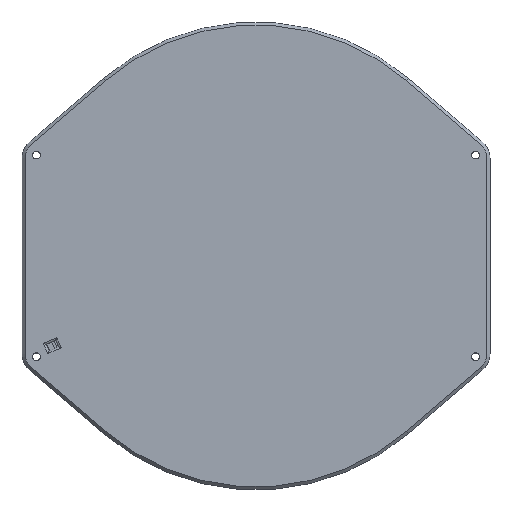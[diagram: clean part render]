
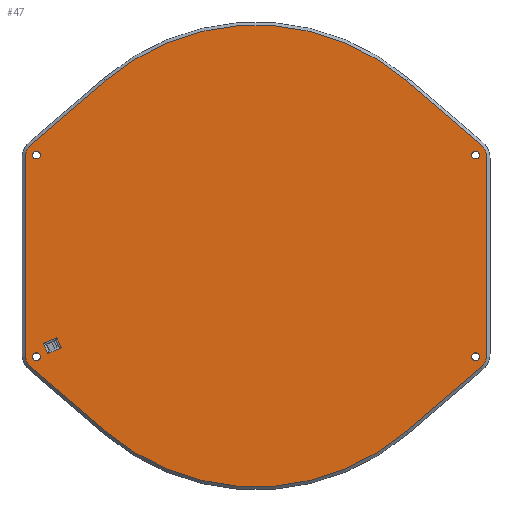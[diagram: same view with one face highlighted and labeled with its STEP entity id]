
A CAD part, top view. The second image highlights one B-rep face of the part: STEP entity #47.
In plain terms, the highlighted planar face has unit normal (0, 0, 1).
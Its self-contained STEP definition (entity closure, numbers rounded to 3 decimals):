
#47 = ADVANCED_FACE('',(#48,#84,#188,#199,#210,#221),#232,.T.);
#48 = FACE_BOUND('',#49,.T.);
#49 = EDGE_LOOP('',(#50,#60,#69,#77));
#50 = ORIENTED_EDGE('',*,*,#51,.F.);
#51 = EDGE_CURVE('',#52,#54,#56,.T.);
#52 = VERTEX_POINT('',#53);
#53 = CARTESIAN_POINT('',(-81.594,-33.492,14.65));
#54 = VERTEX_POINT('',#55);
#55 = CARTESIAN_POINT('',(-87.031,-35.782,14.65));
#56 = LINE('',#57,#58);
#57 = CARTESIAN_POINT('',(-82.334,-33.804,14.65));
#58 = VECTOR('',#59,1.);
#59 = DIRECTION('',(-0.922,-0.388,0.));
#60 = ORIENTED_EDGE('',*,*,#61,.F.);
#61 = EDGE_CURVE('',#62,#52,#64,.T.);
#62 = VERTEX_POINT('',#63);
#63 = CARTESIAN_POINT('',(-79.806,-37.552,14.65));
#64 = CIRCLE('',#65,88.2);
#65 = AXIS2_PLACEMENT_3D('',#66,#67,#68);
#66 = CARTESIAN_POINT('',(0.,0.,14.65));
#67 = DIRECTION('',(-0.,0.,-1.));
#68 = DIRECTION('',(-0.909,-0.418,0.));
#69 = ORIENTED_EDGE('',*,*,#70,.F.);
#70 = EDGE_CURVE('',#71,#62,#73,.T.);
#71 = VERTEX_POINT('',#72);
#72 = CARTESIAN_POINT('',(-85.168,-40.016,14.65));
#73 = LINE('',#74,#75);
#74 = CARTESIAN_POINT('',(-84.444,-39.683,14.65));
#75 = VECTOR('',#76,1.);
#76 = DIRECTION('',(0.909,0.418,0.));
#77 = ORIENTED_EDGE('',*,*,#78,.T.);
#78 = EDGE_CURVE('',#71,#54,#79,.T.);
#79 = CIRCLE('',#80,94.1);
#80 = AXIS2_PLACEMENT_3D('',#81,#82,#83);
#81 = CARTESIAN_POINT('',(0.,0.,14.65));
#82 = DIRECTION('',(-0.,0.,-1.));
#83 = DIRECTION('',(-0.909,-0.418,0.));
#84 = FACE_BOUND('',#85,.T.);
#85 = EDGE_LOOP('',(#86,#96,#105,#113,#122,#130,#139,#147,#156,#164,#173
    ,#181));
#86 = ORIENTED_EDGE('',*,*,#87,.T.);
#87 = EDGE_CURVE('',#88,#90,#92,.T.);
#88 = VERTEX_POINT('',#89);
#89 = CARTESIAN_POINT('',(-94.55,40.,14.65));
#90 = VERTEX_POINT('',#91);
#91 = CARTESIAN_POINT('',(-94.55,-40.,14.65));
#92 = LINE('',#93,#94);
#93 = CARTESIAN_POINT('',(-94.55,40.,14.65));
#94 = VECTOR('',#95,1.);
#95 = DIRECTION('',(0.,-1.,0.));
#96 = ORIENTED_EDGE('',*,*,#97,.T.);
#97 = EDGE_CURVE('',#90,#98,#100,.T.);
#98 = VERTEX_POINT('',#99);
#99 = CARTESIAN_POINT('',(-91.935,-45.691,14.65));
#100 = CIRCLE('',#101,7.5);
#101 = AXIS2_PLACEMENT_3D('',#102,#103,#104);
#102 = CARTESIAN_POINT('',(-87.05,-40.,14.65));
#103 = DIRECTION('',(0.,0.,1.));
#104 = DIRECTION('',(-1.,0.,0.));
#105 = ORIENTED_EDGE('',*,*,#106,.T.);
#106 = EDGE_CURVE('',#98,#107,#109,.T.);
#107 = VERTEX_POINT('',#108);
#108 = CARTESIAN_POINT('',(-61.583,-71.744,14.65));
#109 = LINE('',#110,#111);
#110 = CARTESIAN_POINT('',(-91.935,-45.691,14.65));
#111 = VECTOR('',#112,1.);
#112 = DIRECTION('',(0.759,-0.651,0.));
#113 = ORIENTED_EDGE('',*,*,#114,.T.);
#114 = EDGE_CURVE('',#107,#115,#117,.T.);
#115 = VERTEX_POINT('',#116);
#116 = CARTESIAN_POINT('',(61.583,-71.744,14.65));
#117 = CIRCLE('',#118,94.55);
#118 = AXIS2_PLACEMENT_3D('',#119,#120,#121);
#119 = CARTESIAN_POINT('',(0.,0.,14.65));
#120 = DIRECTION('',(0.,0.,1.));
#121 = DIRECTION('',(-0.651,-0.759,0.));
#122 = ORIENTED_EDGE('',*,*,#123,.T.);
#123 = EDGE_CURVE('',#115,#124,#126,.T.);
#124 = VERTEX_POINT('',#125);
#125 = CARTESIAN_POINT('',(91.935,-45.691,14.65));
#126 = LINE('',#127,#128);
#127 = CARTESIAN_POINT('',(61.583,-71.744,14.65));
#128 = VECTOR('',#129,1.);
#129 = DIRECTION('',(0.759,0.651,0.));
#130 = ORIENTED_EDGE('',*,*,#131,.T.);
#131 = EDGE_CURVE('',#124,#132,#134,.T.);
#132 = VERTEX_POINT('',#133);
#133 = CARTESIAN_POINT('',(94.55,-40.,14.65));
#134 = CIRCLE('',#135,7.5);
#135 = AXIS2_PLACEMENT_3D('',#136,#137,#138);
#136 = CARTESIAN_POINT('',(87.05,-40.,14.65));
#137 = DIRECTION('',(-0.,0.,1.));
#138 = DIRECTION('',(0.651,-0.759,0.));
#139 = ORIENTED_EDGE('',*,*,#140,.T.);
#140 = EDGE_CURVE('',#132,#141,#143,.T.);
#141 = VERTEX_POINT('',#142);
#142 = CARTESIAN_POINT('',(94.55,40.,14.65));
#143 = LINE('',#144,#145);
#144 = CARTESIAN_POINT('',(94.55,-40.,14.65));
#145 = VECTOR('',#146,1.);
#146 = DIRECTION('',(0.,1.,0.));
#147 = ORIENTED_EDGE('',*,*,#148,.T.);
#148 = EDGE_CURVE('',#141,#149,#151,.T.);
#149 = VERTEX_POINT('',#150);
#150 = CARTESIAN_POINT('',(91.935,45.691,14.65));
#151 = CIRCLE('',#152,7.5);
#152 = AXIS2_PLACEMENT_3D('',#153,#154,#155);
#153 = CARTESIAN_POINT('',(87.05,40.,14.65));
#154 = DIRECTION('',(-0.,0.,1.));
#155 = DIRECTION('',(1.,0.,0.));
#156 = ORIENTED_EDGE('',*,*,#157,.T.);
#157 = EDGE_CURVE('',#149,#158,#160,.T.);
#158 = VERTEX_POINT('',#159);
#159 = CARTESIAN_POINT('',(61.583,71.744,14.65));
#160 = LINE('',#161,#162);
#161 = CARTESIAN_POINT('',(91.935,45.691,14.65));
#162 = VECTOR('',#163,1.);
#163 = DIRECTION('',(-0.759,0.651,0.));
#164 = ORIENTED_EDGE('',*,*,#165,.T.);
#165 = EDGE_CURVE('',#158,#166,#168,.T.);
#166 = VERTEX_POINT('',#167);
#167 = CARTESIAN_POINT('',(-61.583,71.744,14.65));
#168 = CIRCLE('',#169,94.55);
#169 = AXIS2_PLACEMENT_3D('',#170,#171,#172);
#170 = CARTESIAN_POINT('',(0.,0.,14.65));
#171 = DIRECTION('',(0.,-0.,1.));
#172 = DIRECTION('',(0.651,0.759,0.));
#173 = ORIENTED_EDGE('',*,*,#174,.T.);
#174 = EDGE_CURVE('',#166,#175,#177,.T.);
#175 = VERTEX_POINT('',#176);
#176 = CARTESIAN_POINT('',(-91.935,45.691,14.65));
#177 = LINE('',#178,#179);
#178 = CARTESIAN_POINT('',(-61.583,71.744,14.65));
#179 = VECTOR('',#180,1.);
#180 = DIRECTION('',(-0.759,-0.651,-0.));
#181 = ORIENTED_EDGE('',*,*,#182,.T.);
#182 = EDGE_CURVE('',#175,#88,#183,.T.);
#183 = CIRCLE('',#184,7.5);
#184 = AXIS2_PLACEMENT_3D('',#185,#186,#187);
#185 = CARTESIAN_POINT('',(-87.05,40.,14.65));
#186 = DIRECTION('',(0.,0.,1.));
#187 = DIRECTION('',(-0.651,0.759,0.));
#188 = FACE_BOUND('',#189,.T.);
#189 = EDGE_LOOP('',(#190));
#190 = ORIENTED_EDGE('',*,*,#191,.F.);
#191 = EDGE_CURVE('',#192,#192,#194,.T.);
#192 = VERTEX_POINT('',#193);
#193 = CARTESIAN_POINT('',(-88.289,-41.305,14.65));
#194 = CIRCLE('',#195,1.6);
#195 = AXIS2_PLACEMENT_3D('',#196,#197,#198);
#196 = CARTESIAN_POINT('',(-89.889,-41.305,14.65));
#197 = DIRECTION('',(0.,0.,1.));
#198 = DIRECTION('',(1.,0.,0.));
#199 = FACE_BOUND('',#200,.T.);
#200 = EDGE_LOOP('',(#201));
#201 = ORIENTED_EDGE('',*,*,#202,.F.);
#202 = EDGE_CURVE('',#203,#203,#205,.T.);
#203 = VERTEX_POINT('',#204);
#204 = CARTESIAN_POINT('',(91.489,-41.305,14.65));
#205 = CIRCLE('',#206,1.6);
#206 = AXIS2_PLACEMENT_3D('',#207,#208,#209);
#207 = CARTESIAN_POINT('',(89.889,-41.305,14.65));
#208 = DIRECTION('',(0.,0.,1.));
#209 = DIRECTION('',(1.,0.,0.));
#210 = FACE_BOUND('',#211,.T.);
#211 = EDGE_LOOP('',(#212));
#212 = ORIENTED_EDGE('',*,*,#213,.F.);
#213 = EDGE_CURVE('',#214,#214,#216,.T.);
#214 = VERTEX_POINT('',#215);
#215 = CARTESIAN_POINT('',(-88.289,41.305,14.65));
#216 = CIRCLE('',#217,1.6);
#217 = AXIS2_PLACEMENT_3D('',#218,#219,#220);
#218 = CARTESIAN_POINT('',(-89.889,41.305,14.65));
#219 = DIRECTION('',(0.,0.,1.));
#220 = DIRECTION('',(1.,0.,0.));
#221 = FACE_BOUND('',#222,.T.);
#222 = EDGE_LOOP('',(#223));
#223 = ORIENTED_EDGE('',*,*,#224,.F.);
#224 = EDGE_CURVE('',#225,#225,#227,.T.);
#225 = VERTEX_POINT('',#226);
#226 = CARTESIAN_POINT('',(91.489,41.305,14.65));
#227 = CIRCLE('',#228,1.6);
#228 = AXIS2_PLACEMENT_3D('',#229,#230,#231);
#229 = CARTESIAN_POINT('',(89.889,41.305,14.65));
#230 = DIRECTION('',(0.,0.,1.));
#231 = DIRECTION('',(1.,0.,0.));
#232 = PLANE('',#233);
#233 = AXIS2_PLACEMENT_3D('',#234,#235,#236);
#234 = CARTESIAN_POINT('',(0.,0.,14.65
    ));
#235 = DIRECTION('',(0.,0.,1.));
#236 = DIRECTION('',(1.,0.,0.));
